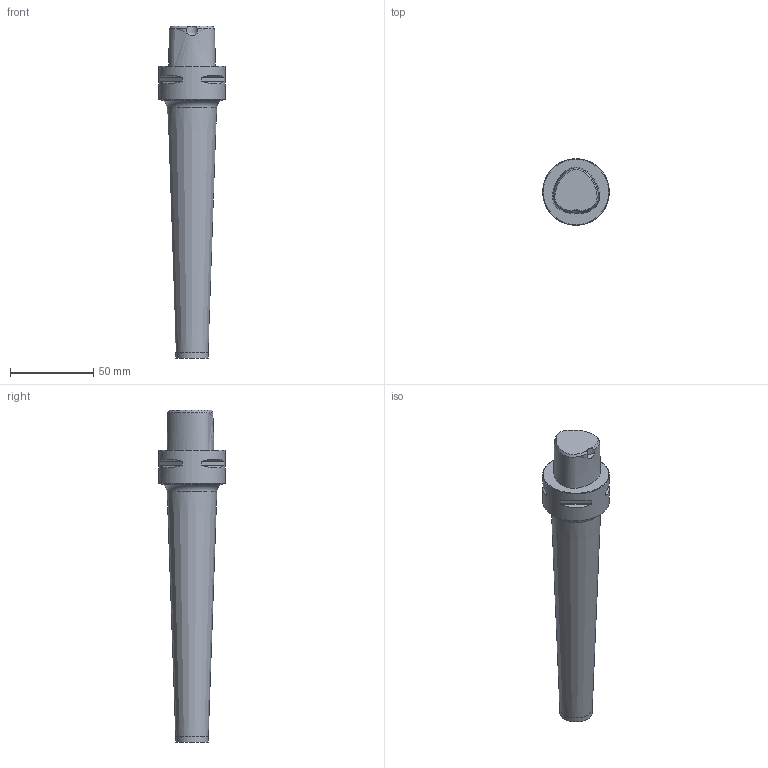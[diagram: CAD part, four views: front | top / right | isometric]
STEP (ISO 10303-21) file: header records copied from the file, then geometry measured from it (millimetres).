
FILE_DESCRIPTION(/* description */ (''),/* implementation_level */ '2;1');
FILE_NAME(/* name */ '1529480764402.stp',/* time_stamp */ '2018-06-20T09:46:12+02:00',/* author */ (''),/* organization */ ('SMS'),/* preprocessor_version */ 'ST-DEVELOPER v15',/* originating_system */ 'SIEMENS PLM Software NX 8.5',/* authorisation */ '');
FILE_SCHEMA (('AUTOMOTIVE_DESIGN { 1 0 10303 214 3 1 1 1 }'));
Length unit declared in the file: millimetre
Products named in the file (1): C4-EH16D-175
Bounding box: 40 x 40 x 199 mm (x, y, z)
Volume: 114677.6 mm3; surface area: 18526.4 mm2
Topology: 1 solids, 1 shells, 34 faces, 79 edges, 55 vertices
Faces by surface type: plane 15, cylinder 11, cone 5, bspline 2, torus 1
Full cylindrical faces by diameter (mm): 19.5 x1, 40 x1
Entity records: 1592 total; most frequent: CARTESIAN_POINT 844, ORIENTED_EDGE 136, DIRECTION 132, EDGE_CURVE 68, AXIS2_PLACEMENT_3D 54, VERTEX_POINT 48, EDGE_LOOP 46, ADVANCED_FACE 34
